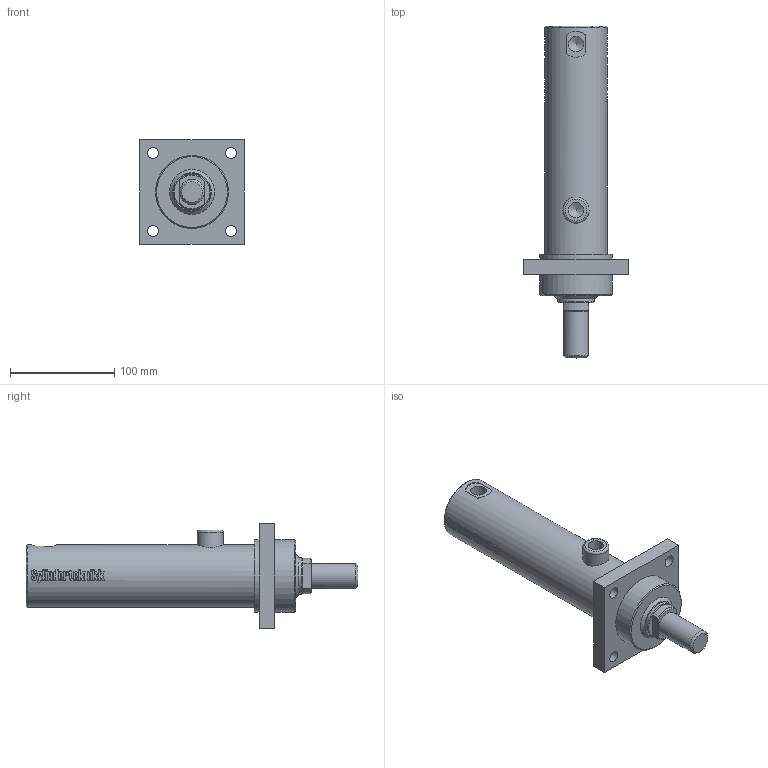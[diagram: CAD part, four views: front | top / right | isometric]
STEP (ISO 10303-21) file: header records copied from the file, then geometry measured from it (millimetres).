
FILE_DESCRIPTION((''),'2;1');
FILE_NAME('DVGF50_35.stp','2010-04-15T09:46:50',('tribel'),(''),'Autodesk Inventor 2009','Autodesk Inventor 2009','');
FILE_SCHEMA(('AUTOMOTIVE_DESIGN { 1 0 10303 214 1 1 1 1 }'));
Length unit declared in the file: millimetre
Products named in the file (4): DVGF50_35; DVGF50_35_body; DVGF50_35_stang; DVGF50_35_Parameters
Assembly tree (3 placements, depth 2):
  DVGF50_35
    DVGF50_35_body
    DVGF50_35_stang
    DVGF50_35_Parameters
Bounding box: 100 x 319 x 100 mm (x, y, z)
Volume: 792973.9 mm3; surface area: 145312.6 mm2
Topology: 2 solids, 3 shells, 473 faces, 1264 edges, 843 vertices
Faces by surface type: plane 259, bspline 150, cylinder 53, cone 7, torus 3, sphere 1
Full cylindrical faces by diameter (mm): 24 x1, 25 x1, 35 x2, 50 x2, 60 x1, 70 x2
Entity records: 44645 total; most frequent: CARTESIAN_POINT 34133, ORIENTED_EDGE 2432, DIRECTION 1562, EDGE_CURVE 1218, VERTEX_POINT 826, EDGE_LOOP 557, AXIS2_PLACEMENT_3D 526, VECTOR 510
